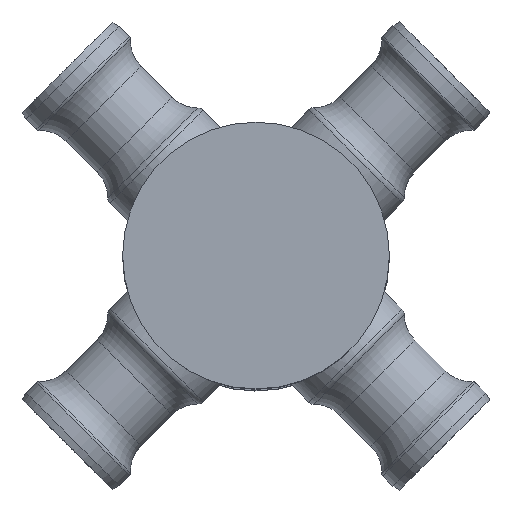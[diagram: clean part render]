
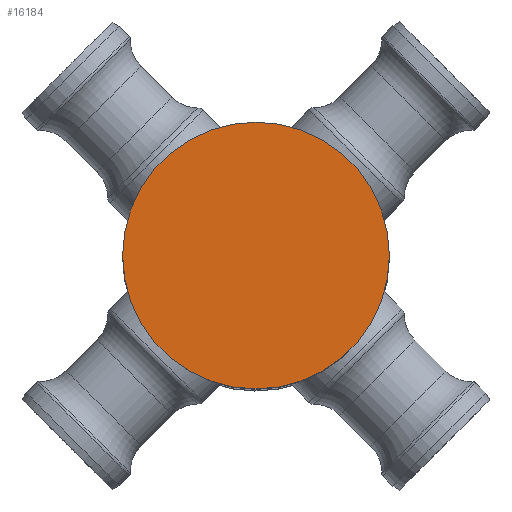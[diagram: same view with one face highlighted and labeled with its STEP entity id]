
A CAD part, top view. The second image highlights one B-rep face of the part: STEP entity #16184.
In plain terms, the highlighted face is planar.
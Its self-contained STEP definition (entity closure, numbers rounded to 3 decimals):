
#234 = DIRECTION ( 'NONE',  ( -1., 0., 0. ) ) ;
#266 = CARTESIAN_POINT ( 'NONE',  ( 0., 0., 0. ) ) ;
#308 = CIRCLE ( 'NONE', #15019, 36.5 ) ;
#1855 = EDGE_CURVE ( 'NONE', #9934, #10302, #308, .T. ) ;
#3734 = CARTESIAN_POINT ( 'NONE',  ( 0., 0., 0. ) ) ;
#5342 = FACE_OUTER_BOUND ( 'NONE', #6484, .T. ) ;
#6484 = EDGE_LOOP ( 'NONE', ( #16288, #14749 ) ) ;
#9934 = VERTEX_POINT ( 'NONE', #11220 ) ;
#10302 = VERTEX_POINT ( 'NONE', #22093 ) ;
#11220 = CARTESIAN_POINT ( 'NONE',  ( 36.5, 0., 0. ) ) ;
#11924 = DIRECTION ( 'NONE',  ( 0., 1., 0. ) ) ;
#12159 = DIRECTION ( 'NONE',  ( 0., 1., 0. ) ) ;
#13986 = DIRECTION ( 'NONE',  ( 0., 1., 0. ) ) ;
#14749 = ORIENTED_EDGE ( 'NONE', *, *, #1855, .F. ) ;
#15019 = AXIS2_PLACEMENT_3D ( 'NONE', #3734, #12159, #234 ) ;
#15467 = AXIS2_PLACEMENT_3D ( 'NONE', #20468, #11924, #18765 ) ;
#15671 = PLANE ( 'NONE',  #18800 ) ;
#16184 = ADVANCED_FACE ( 'NONE', ( #5342 ), #15671, .F. ) ;
#16288 = ORIENTED_EDGE ( 'NONE', *, *, #19912, .F. ) ;
#17264 = CIRCLE ( 'NONE', #15467, 36.5 ) ;
#18765 = DIRECTION ( 'NONE',  ( -1., 0., 0. ) ) ;
#18800 = AXIS2_PLACEMENT_3D ( 'NONE', #266, #13986, #22222 ) ;
#19912 = EDGE_CURVE ( 'NONE', #10302, #9934, #17264, .T. ) ;
#20468 = CARTESIAN_POINT ( 'NONE',  ( 0., 0., 0. ) ) ;
#22093 = CARTESIAN_POINT ( 'NONE',  ( -36.5, 0., 0. ) ) ;
#22222 = DIRECTION ( 'NONE',  ( 1., 0., 0. ) ) ;
